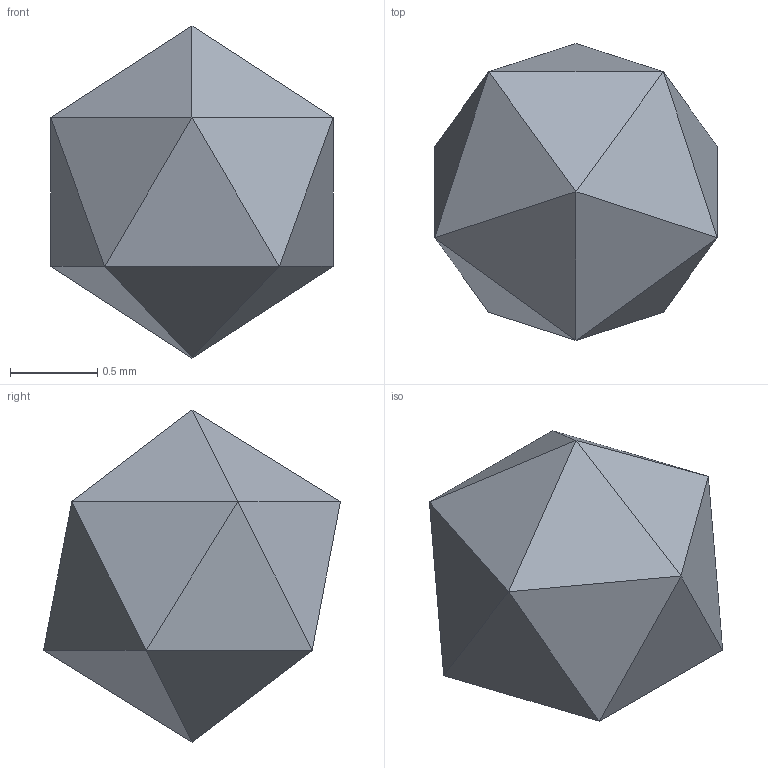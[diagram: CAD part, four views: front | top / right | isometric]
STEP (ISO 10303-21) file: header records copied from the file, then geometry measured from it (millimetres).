
FILE_DESCRIPTION((''),'2;1');
FILE_NAME('icosahedron.stp','2011-11-06T22:14:58',('Matt'),(''),'Autodesk Inventor 2008','Autodesk Inventor 2008','');
FILE_SCHEMA(('AUTOMOTIVE_DESIGN { 1 0 10303 214 1 1 1 1 }'));
Length unit declared in the file: millimetre
Products named in the file (1): icosahedron
Bounding box: 1.62 x 1.7 x 1.9 mm (x, y, z)
Volume: 2.2 mm3; surface area: 8.7 mm2
Topology: 1 solids, 1 shells, 20 faces, 30 edges, 12 vertices
Faces by surface type: plane 20
Entity records: 428 total; most frequent: DIRECTION 72, CARTESIAN_POINT 63, ORIENTED_EDGE 60, VECTOR 30, LINE 30, EDGE_CURVE 30, AXIS2_PLACEMENT_3D 21, PLANE 20
